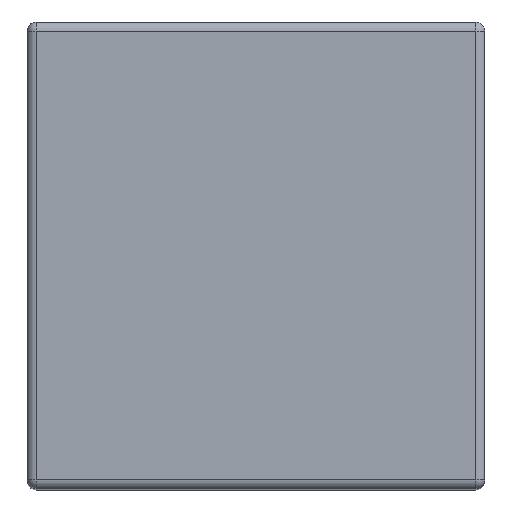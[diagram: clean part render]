
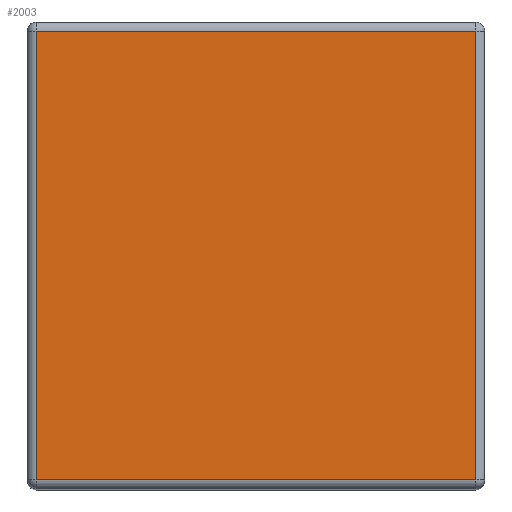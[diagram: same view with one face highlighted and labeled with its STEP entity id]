
A CAD part, top view. The second image highlights one B-rep face of the part: STEP entity #2003.
In plain terms, the highlighted planar face has unit normal (0, 0, 1).
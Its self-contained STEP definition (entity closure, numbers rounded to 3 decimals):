
#953=DIRECTION('',(1.,0.,0.));
#954=VECTOR('',#953,24.);
#955=CARTESIAN_POINT('',(-12.,25.,19.25));
#956=LINE('',#955,#954);
#960=DIRECTION('',(0.,-1.,0.));
#961=VECTOR('',#960,24.5);
#962=CARTESIAN_POINT('',(12.,25.,19.25));
#963=LINE('',#962,#961);
#967=DIRECTION('',(-1.,0.,0.));
#968=VECTOR('',#967,24.);
#969=CARTESIAN_POINT('',(12.,0.5,19.25));
#970=LINE('',#969,#968);
#974=DIRECTION('',(0.,-1.,0.));
#975=VECTOR('',#974,24.5);
#976=CARTESIAN_POINT('',(-12.,25.,19.25));
#977=LINE('',#976,#975);
#1093=CARTESIAN_POINT('',(-12.,25.,19.25));
#1094=CARTESIAN_POINT('',(12.,25.,19.25));
#1095=VERTEX_POINT('',#1093);
#1096=VERTEX_POINT('',#1094);
#1099=CARTESIAN_POINT('',(-12.,0.5,19.25));
#1100=VERTEX_POINT('',#1099);
#1103=CARTESIAN_POINT('',(12.,0.5,19.25));
#1104=VERTEX_POINT('',#1103);
#1990=CARTESIAN_POINT('',(-12.5,0.,19.25));
#1991=DIRECTION('',(0.,0.,1.));
#1992=DIRECTION('',(1.,0.,0.));
#1993=AXIS2_PLACEMENT_3D('',#1990,#1991,#1992);
#1994=PLANE('',#1993);
#1995=ORIENTED_EDGE('',*,*,#1981,.T.);
#1997=ORIENTED_EDGE('',*,*,#1996,.T.);
#1998=ORIENTED_EDGE('',*,*,#1613,.T.);
#2000=ORIENTED_EDGE('',*,*,#1999,.F.);
#2001=EDGE_LOOP('',(#1995,#1997,#1998,#2000));
#2002=FACE_OUTER_BOUND('',#2001,.F.);
#2003=ADVANCED_FACE('',(#2002),#1994,.T.);
#1613=EDGE_CURVE('',#1104,#1100,#970,.T.);
#1981=EDGE_CURVE('',#1095,#1096,#956,.T.);
#1996=EDGE_CURVE('',#1096,#1104,#963,.T.);
#1999=EDGE_CURVE('',#1095,#1100,#977,.T.);
